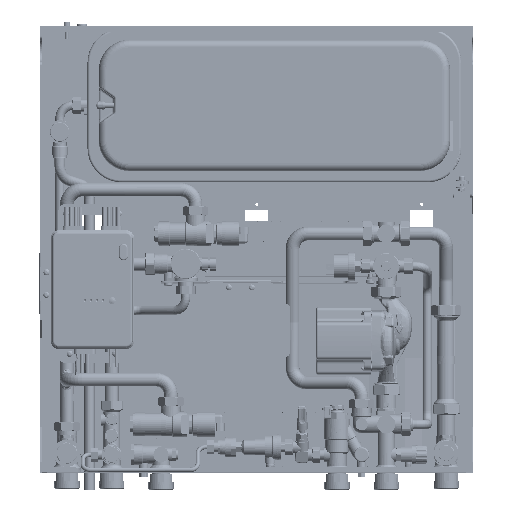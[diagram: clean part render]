
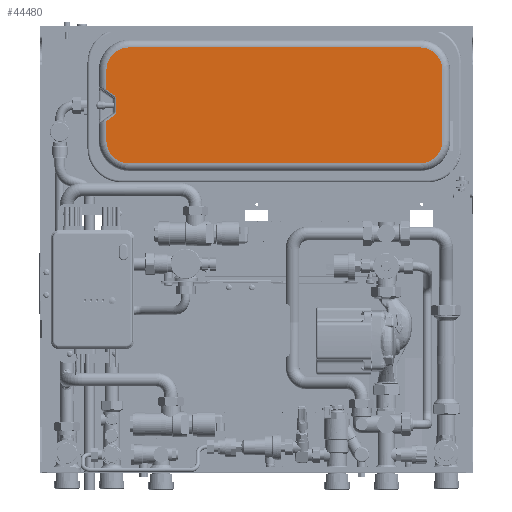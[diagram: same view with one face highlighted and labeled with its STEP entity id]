
A CAD part, top view. The second image highlights one B-rep face of the part: STEP entity #44480.
In plain terms, the highlighted planar face has unit normal (0, 0, 1).
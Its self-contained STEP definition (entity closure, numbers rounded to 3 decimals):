
#43725=CARTESIAN_POINT('Vertex',(-198.,437.,70.5)) ;
#43730=CARTESIAN_POINT('Line Origine',(-198.,506.75,70.5)) ;
#43734=CARTESIAN_POINT('Vertex',(-198.,462.836,70.5)) ;
#43783=CARTESIAN_POINT('Vertex',(-168.,407.,70.5)) ;
#43786=CARTESIAN_POINT('Axis2P3D Location',(-168.,437.,70.5)) ;
#43816=CARTESIAN_POINT('Vertex',(215.,407.,70.5)) ;
#43819=CARTESIAN_POINT('Line Origine',(-72.25,407.,70.5)) ;
#43849=CARTESIAN_POINT('Vertex',(245.,437.,70.5)) ;
#43852=CARTESIAN_POINT('Axis2P3D Location',(215.,437.,70.5)) ;
#43877=CARTESIAN_POINT('Vertex',(245.,530.,70.5)) ;
#43880=CARTESIAN_POINT('Line Origine',(245.,460.25,70.5)) ;
#43915=CARTESIAN_POINT('Vertex',(215.,560.,70.5)) ;
#43918=CARTESIAN_POINT('Axis2P3D Location',(215.,530.,70.5)) ;
#43948=CARTESIAN_POINT('Vertex',(-168.,560.,70.5)) ;
#43951=CARTESIAN_POINT('Line Origine',(119.25,560.,70.5)) ;
#43981=CARTESIAN_POINT('Vertex',(-198.,530.,70.5)) ;
#43984=CARTESIAN_POINT('Axis2P3D Location',(-168.,530.,70.5)) ;
#44004=CARTESIAN_POINT('Vertex',(-198.,504.164,70.5)) ;
#44009=CARTESIAN_POINT('Line Origine',(-198.,506.75,70.5)) ;
#44165=CARTESIAN_POINT('Vertex',(-187.559,496.853,70.5)) ;
#44168=CARTESIAN_POINT('Line Origine',(-122.971,451.628,70.5)) ;
#44405=CARTESIAN_POINT('Line Origine',(-112.971,522.374,70.5)) ;
#44409=CARTESIAN_POINT('Vertex',(-187.559,470.147,70.5)) ;
#44440=CARTESIAN_POINT('Axis2P3D Location',(23.5,483.5,70.5)) ;
#44445=CARTESIAN_POINT('Axis2P3D Location',(-191.,491.938,70.5)) ;
#44449=CARTESIAN_POINT('Vertex',(-185.,491.938,70.5)) ;
#44452=CARTESIAN_POINT('Line Origine',(-185.,483.5,70.5)) ;
#44456=CARTESIAN_POINT('Vertex',(-185.,475.062,70.5)) ;
#44459=CARTESIAN_POINT('Axis2P3D Location',(-191.,475.062,70.5)) ;
#43732=VECTOR('Line Direction',#43731,1.) ;
#43821=VECTOR('Line Direction',#43820,1.) ;
#43882=VECTOR('Line Direction',#43881,1.) ;
#43953=VECTOR('Line Direction',#43952,1.) ;
#44011=VECTOR('Line Direction',#44010,1.) ;
#44170=VECTOR('Line Direction',#44169,1.) ;
#44407=VECTOR('Line Direction',#44406,1.) ;
#44454=VECTOR('Line Direction',#44453,1.) ;
#43731=DIRECTION('Vector Direction',(0.,-1.,0.)) ;
#43787=DIRECTION('Axis2P3D Direction',(0.,0.,1.)) ;
#43820=DIRECTION('Vector Direction',(1.,0.,0.)) ;
#43853=DIRECTION('Axis2P3D Direction',(0.,0.,1.)) ;
#43881=DIRECTION('Vector Direction',(0.,1.,0.)) ;
#43919=DIRECTION('Axis2P3D Direction',(0.,0.,1.)) ;
#43952=DIRECTION('Vector Direction',(-1.,0.,0.)) ;
#43985=DIRECTION('Axis2P3D Direction',(0.,0.,1.)) ;
#44010=DIRECTION('Vector Direction',(0.,-1.,0.)) ;
#44169=DIRECTION('Vector Direction',(0.819,-0.574,0.)) ;
#44406=DIRECTION('Vector Direction',(-0.819,-0.574,0.)) ;
#44441=DIRECTION('Axis2P3D Direction',(0.,0.,1.)) ;
#44442=DIRECTION('Axis2P3D XDirection',(1.,0.,0.)) ;
#44446=DIRECTION('Axis2P3D Direction',(0.,0.,1.)) ;
#44453=DIRECTION('Vector Direction',(0.,1.,0.)) ;
#44460=DIRECTION('Axis2P3D Direction',(0.,0.,1.)) ;
#43788=AXIS2_PLACEMENT_3D('Circle Axis2P3D',#43786,#43787,$) ;
#43854=AXIS2_PLACEMENT_3D('Circle Axis2P3D',#43852,#43853,$) ;
#43920=AXIS2_PLACEMENT_3D('Circle Axis2P3D',#43918,#43919,$) ;
#43986=AXIS2_PLACEMENT_3D('Circle Axis2P3D',#43984,#43985,$) ;
#44443=AXIS2_PLACEMENT_3D('Plane Axis2P3D',#44440,#44441,#44442) ;
#44447=AXIS2_PLACEMENT_3D('Circle Axis2P3D',#44445,#44446,$) ;
#44461=AXIS2_PLACEMENT_3D('Circle Axis2P3D',#44459,#44460,$) ;
#43733=LINE('Line',#43730,#43732) ;
#43822=LINE('Line',#43819,#43821) ;
#43883=LINE('Line',#43880,#43882) ;
#43954=LINE('Line',#43951,#43953) ;
#44012=LINE('Line',#44009,#44011) ;
#44171=LINE('Line',#44168,#44170) ;
#44408=LINE('Line',#44405,#44407) ;
#44455=LINE('Line',#44452,#44454) ;
#43789=CIRCLE('generated circle',#43788,30.) ;
#43855=CIRCLE('generated circle',#43854,30.) ;
#43921=CIRCLE('generated circle',#43920,30.) ;
#43987=CIRCLE('generated circle',#43986,30.) ;
#44448=CIRCLE('generated circle',#44447,6.) ;
#44462=CIRCLE('generated circle',#44461,6.) ;
#44444=PLANE('',#44443) ;
#43736=EDGE_CURVE('',#43726,#43735,#43733,.F.) ;
#43790=EDGE_CURVE('',#43784,#43726,#43789,.F.) ;
#43823=EDGE_CURVE('',#43817,#43784,#43822,.F.) ;
#43856=EDGE_CURVE('',#43850,#43817,#43855,.F.) ;
#43884=EDGE_CURVE('',#43878,#43850,#43883,.F.) ;
#43922=EDGE_CURVE('',#43916,#43878,#43921,.F.) ;
#43955=EDGE_CURVE('',#43949,#43916,#43954,.F.) ;
#43988=EDGE_CURVE('',#43982,#43949,#43987,.F.) ;
#44013=EDGE_CURVE('',#44005,#43982,#44012,.F.) ;
#44172=EDGE_CURVE('',#44166,#44005,#44171,.F.) ;
#44411=EDGE_CURVE('',#43735,#44410,#44408,.F.) ;
#44451=EDGE_CURVE('',#44450,#44166,#44448,.T.) ;
#44458=EDGE_CURVE('',#44457,#44450,#44455,.T.) ;
#44463=EDGE_CURVE('',#44410,#44457,#44462,.T.) ;
#44465=ORIENTED_EDGE('',*,*,#44411,.F.) ;
#44466=ORIENTED_EDGE('',*,*,#43736,.F.) ;
#44467=ORIENTED_EDGE('',*,*,#43790,.F.) ;
#44468=ORIENTED_EDGE('',*,*,#43823,.F.) ;
#44469=ORIENTED_EDGE('',*,*,#43856,.F.) ;
#44470=ORIENTED_EDGE('',*,*,#43884,.F.) ;
#44471=ORIENTED_EDGE('',*,*,#43922,.F.) ;
#44472=ORIENTED_EDGE('',*,*,#43955,.F.) ;
#44473=ORIENTED_EDGE('',*,*,#43988,.F.) ;
#44474=ORIENTED_EDGE('',*,*,#44013,.F.) ;
#44475=ORIENTED_EDGE('',*,*,#44172,.F.) ;
#44476=ORIENTED_EDGE('',*,*,#44451,.F.) ;
#44477=ORIENTED_EDGE('',*,*,#44458,.F.) ;
#44478=ORIENTED_EDGE('',*,*,#44463,.F.) ;
#44464=EDGE_LOOP('',(#44465,#44466,#44467,#44468,#44469,#44470,#44471,#44472,#44473,#44474,#44475,#44476,#44477,#44478)) ;
#43726=VERTEX_POINT('',#43725) ;
#43735=VERTEX_POINT('',#43734) ;
#43784=VERTEX_POINT('',#43783) ;
#43817=VERTEX_POINT('',#43816) ;
#43850=VERTEX_POINT('',#43849) ;
#43878=VERTEX_POINT('',#43877) ;
#43916=VERTEX_POINT('',#43915) ;
#43949=VERTEX_POINT('',#43948) ;
#43982=VERTEX_POINT('',#43981) ;
#44005=VERTEX_POINT('',#44004) ;
#44166=VERTEX_POINT('',#44165) ;
#44410=VERTEX_POINT('',#44409) ;
#44450=VERTEX_POINT('',#44449) ;
#44457=VERTEX_POINT('',#44456) ;
#44480=ADVANCED_FACE('PartBody',(#44479),#44444,.T.) ;
#44479=FACE_OUTER_BOUND('',#44464,.T.) ;
